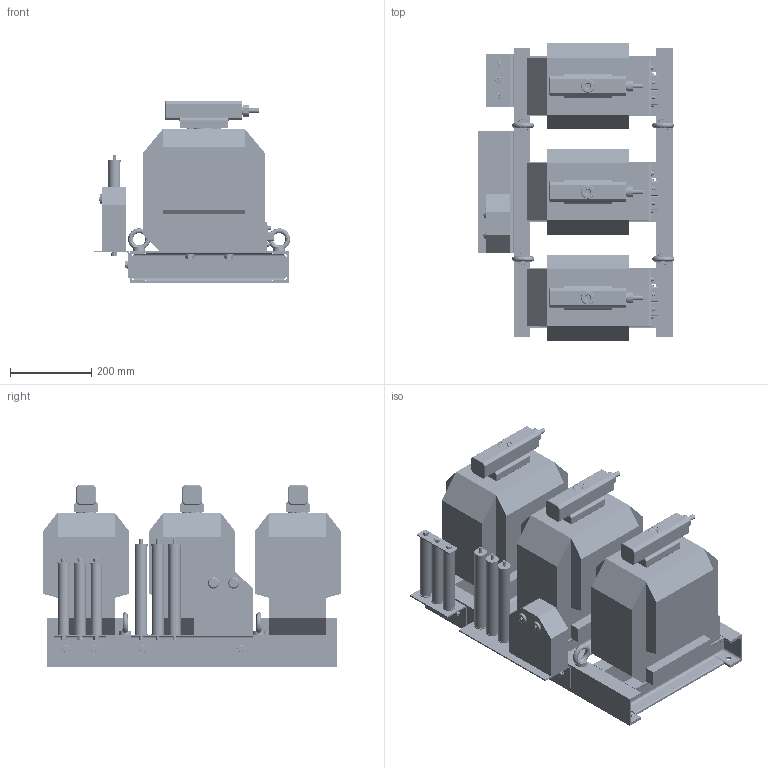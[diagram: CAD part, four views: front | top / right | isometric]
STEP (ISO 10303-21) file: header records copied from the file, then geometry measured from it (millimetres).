
FILE_DESCRIPTION(('STEP AP242'), '1');
FILE_NAME('ÀÄØÏ.1.756.005 3õÇÍÎËÏ-ÝÊ-10 Ì3 ÒÀ 3-6-10êÂ', '', ('UNSPECIFIED'), ('UNSPECIFIED'), 'ASCON STEP Converter 1.6', 'ASCON Math Kernel', '');
FILE_SCHEMA(('AP242_MANAGED_MODEL_BASED_3D_ENGINEERING_MIM_LF { 1 0 10303 442 1 1 4 }'));
Length unit declared in the file: millimetre
Products named in the file (50): 4; 鎗鵻罻 楟.8.211.004
Assembly tree (158 placements, depth 5):
  (unnamed)
    (unnamed)  x6
      (unnamed)
    (unnamed)
      (unnamed)
    (unnamed)
      (unnamed)
    (unnamed)  x4
    (unnamed)  x16
    (unnamed)  x16
    (unnamed)  x4
    (unnamed)  x12
    (unnamed)
    4  x3
    (unnamed)
    (unnamed)  x8
    (unnamed)  x4
    (unnamed)  x4
    (unnamed)  x4
    (unnamed)
    (unnamed)  x6
    (unnamed)  x3
    (unnamed)
    (unnamed)  x3
    (unnamed)  x6
    (unnamed)  x6
    (unnamed)  x3
      (unnamed)
      (unnamed)
      (unnamed)
      鎗鵻罻 楟.8.211.004
      (unnamed)
      (unnamed)
      (unnamed)
        (unnamed)
        (unnamed)
          (unnamed)
          (unnamed)
          (unnamed)
          (unnamed)
          (unnamed)
        (unnamed)
        (unnamed)
        (unnamed)
        (unnamed)
      (unnamed)
      (unnamed)
        (unnamed)
        (unnamed)
        (unnamed)
Bounding box: 481.9 x 730 x 448.5 mm (x, y, z)
Volume: 52353361 mm3; surface area: 3150804.9 mm2
Topology: 261 solids, 261 shells, 6085 faces, 14126 edges, 8769 vertices
Faces by surface type: plane 3014, cylinder 1405, extrusion 531, torus 525, cone 434, sphere 93, bspline 83
Full cylindrical faces by diameter (mm): 0.007 x3, 2 x24, 2.5 x6, 4 x54, 4.134 x6, 4.917 x21, 5 x12, 5.5 x6, 6 x23, 6.4 x21, 6.647 x6, 6.8 x12, 7 x3, 8 x24, 8.376 x3, 8.4 x3, 8.5 x3, 8.647 x4, 8.95 x3, 9 x15, 10 x67, 10.106 x12, 10.376 x4, 10.5 x3, 10.8 x2, 11 x18, 11.16 x12, 12 x40, 12.114 x3, 13 x31
Entity records: 88162 total; most frequent: CARTESIAN_POINT 38007, DIRECTION 6661, ORIENTED_EDGE 6436, EDGE_CURVE 3218, AXIS2_PLACEMENT_3D 2438, VERTEX_POINT 2209, EDGE_LOOP 2013, VECTOR 1785
